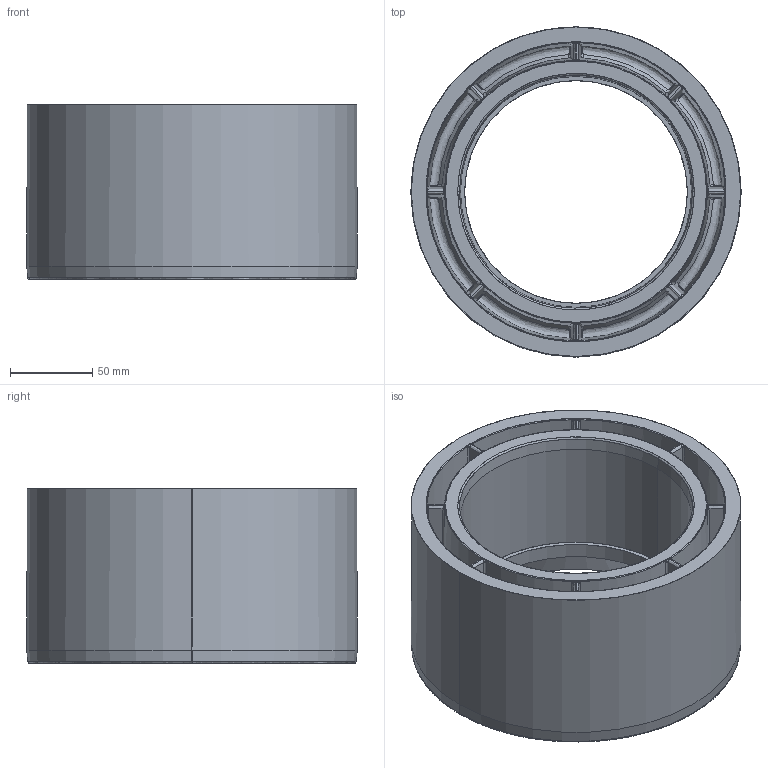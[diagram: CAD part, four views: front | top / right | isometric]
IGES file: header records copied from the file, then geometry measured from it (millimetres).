
Start section: SolidWorks IGES file using analytic representation for surfaces
Global section: file name: 01 05 1080 056.IGS; native system: SolidWorks 2014; preprocessor: SolidWorks 2014; author: utilizadort; date: 141112.082631; units: millimetre
Bounding box: 200.4 x 200.4 x 106.1 mm (x, y, z)
Surface area: 242349.4 mm2 (no closed solid volume)
Topology: 0 solids, 0 shells, 459 faces, 4823 edges, 4799 vertices
Faces by surface type: bspline 400, revolution 59
